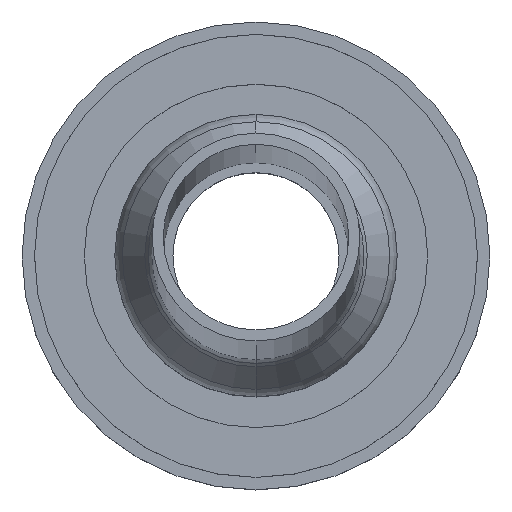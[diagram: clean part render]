
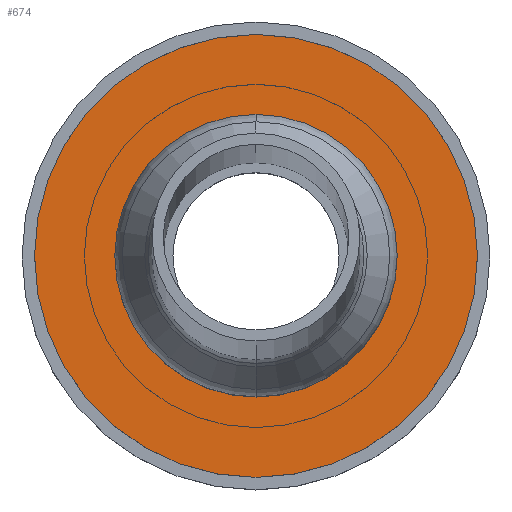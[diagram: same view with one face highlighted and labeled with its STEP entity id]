
A CAD part, top view. The second image highlights one B-rep face of the part: STEP entity #674.
In plain terms, the highlighted planar face has unit normal (0, 0, 1).
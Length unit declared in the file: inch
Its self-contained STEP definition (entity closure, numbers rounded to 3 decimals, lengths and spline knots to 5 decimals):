
#160=CARTESIAN_POINT('',(0.,0.,0.06));
#161=DIRECTION('',(0.,0.,-1.));
#162=DIRECTION('',(0.,-1.,0.));
#163=AXIS2_PLACEMENT_3D('',#160,#161,#162);
#165=CARTESIAN_POINT('',(0.,0.,0.06));
#166=DIRECTION('',(0.,0.,-1.));
#167=DIRECTION('',(0.,1.,0.));
#168=AXIS2_PLACEMENT_3D('',#165,#166,#167);
#170=CARTESIAN_POINT('',(0.,0.,0.06));
#171=DIRECTION('',(0.,0.,1.));
#172=DIRECTION('',(0.,-1.,0.));
#173=AXIS2_PLACEMENT_3D('',#170,#171,#172);
#175=CARTESIAN_POINT('',(0.,0.,0.06));
#176=DIRECTION('',(0.,0.,1.));
#177=DIRECTION('',(0.,1.,0.));
#178=AXIS2_PLACEMENT_3D('',#175,#176,#177);
#370=CARTESIAN_POINT('',(0.,-0.255,0.06));
#371=VERTEX_POINT('',#370);
#372=CARTESIAN_POINT('',(0.,0.255,0.06));
#373=VERTEX_POINT('',#372);
#374=CARTESIAN_POINT('',(0.,-0.4,0.06));
#375=CARTESIAN_POINT('',(0.,0.4,0.06));
#376=VERTEX_POINT('',#374);
#377=VERTEX_POINT('',#375);
#659=CARTESIAN_POINT('',(0.,0.,0.06));
#660=DIRECTION('',(0.,0.,1.));
#661=DIRECTION('',(0.,-1.,0.));
#662=AXIS2_PLACEMENT_3D('',#659,#660,#661);
#663=PLANE('',#662);
#665=ORIENTED_EDGE('',*,*,#664,.T.);
#667=ORIENTED_EDGE('',*,*,#666,.T.);
#668=EDGE_LOOP('',(#665,#667));
#669=FACE_OUTER_BOUND('',#668,.F.);
#670=ORIENTED_EDGE('',*,*,#653,.T.);
#671=ORIENTED_EDGE('',*,*,#639,.T.);
#672=EDGE_LOOP('',(#670,#671));
#673=FACE_BOUND('',#672,.F.);
#674=ADVANCED_FACE('',(#669,#673),#663,.T.);
#164=CIRCLE('',#163,0.4);
#169=CIRCLE('',#168,0.4);
#174=CIRCLE('',#173,0.255);
#179=CIRCLE('',#178,0.255);
#639=EDGE_CURVE('',#373,#371,#179,.T.);
#653=EDGE_CURVE('',#371,#373,#174,.T.);
#664=EDGE_CURVE('',#376,#377,#164,.T.);
#666=EDGE_CURVE('',#377,#376,#169,.T.);
